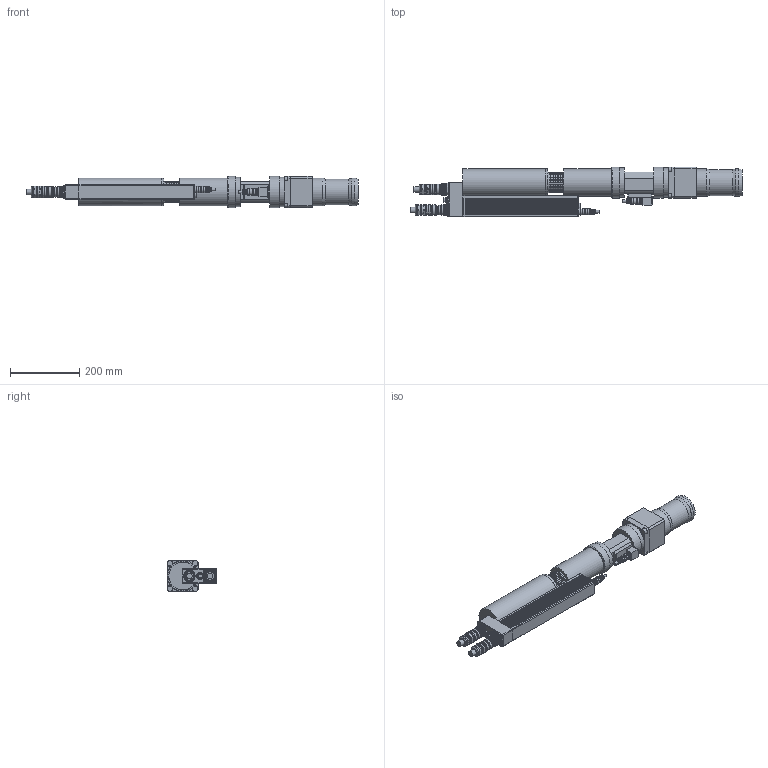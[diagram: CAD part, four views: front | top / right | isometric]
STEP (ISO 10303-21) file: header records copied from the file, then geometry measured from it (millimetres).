
FILE_DESCRIPTION((''),'2;1');
FILE_NAME('947601A5.stp','2011-03-25T13:49:20',('e4c32'),(''),'Autodesk Inventor 11','Autodesk Inventor 11','');
FILE_SCHEMA(('AUTOMOTIVE_DESIGN { 1 0 10303 214 1 1 1 1 }'));
Length unit declared in the file: millimetre
Products named in the file (7): 947601A5_IAM_001; 4ZA_IPT_001.ipt_Gerader Abtrieb; 4KXB_IPT_001; 4BTS-4BXA_IPT_001.ipt_Motor und Getriebe; 961104-005_IPT_002.ipt_Stecker gerade; 961089-002_IPT_002.ipt_Stecker gerade; 961104-005_IPT_001.ipt_Stecker gerade
Assembly tree (7 placements, depth 2):
  947601A5_IAM_001
    4ZA_IPT_001.ipt_Gerader Abtrieb
    4KXB_IPT_001
    4BTS-4BXA_IPT_001.ipt_Motor und Getriebe
    961104-005_IPT_002.ipt_Stecker gerade
    961089-002_IPT_002.ipt_Stecker gerade  x2
    961104-005_IPT_001.ipt_Stecker gerade
Bounding box: 961.7 x 144.38 x 90 mm (x, y, z)
Volume: 5202835 mm3; surface area: 423804.7 mm2
Topology: 7 solids, 7 shells, 852 faces, 2011 edges, 1275 vertices
Faces by surface type: plane 569, cylinder 224, cone 39, torus 14, bspline 6
Full cylindrical faces by diameter (mm): 5.5 x4, 8 x2, 12 x1, 13 x1, 13.4 x2, 13.5 x1, 14 x10, 14.2 x2, 15.5 x1, 15.517 x4, 16 x7, 16.5 x2, 17.5 x1, 17.587 x4, 18 x5, 18.7 x4, 20 x5, 22.5 x2, 24 x1, 25 x1, 25.5 x1, 26.4 x1, 27.047 x1, 28 x2, 28.5 x1, 29 x1, 29.4 x3, 29.5 x2, 29.8 x4, 30 x4
Entity records: 22505 total; most frequent: CARTESIAN_POINT 4480, DIRECTION 3653, ORIENTED_EDGE 3554, EDGE_CURVE 1777, AXIS2_PLACEMENT_3D 1301, VERTEX_POINT 1219, EDGE_LOOP 1062, VECTOR 1051
